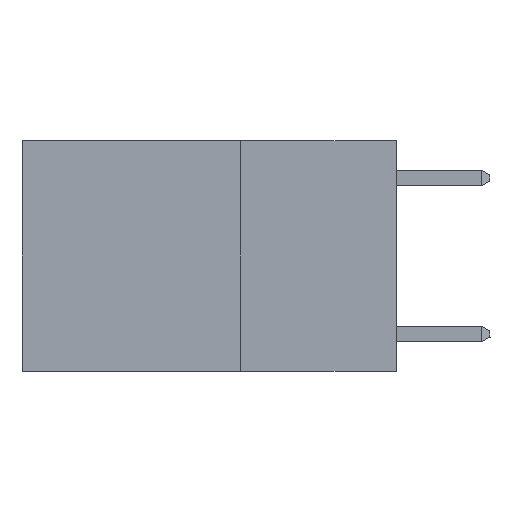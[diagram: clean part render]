
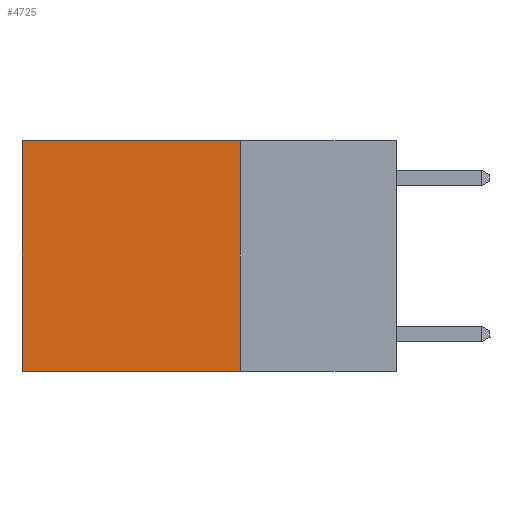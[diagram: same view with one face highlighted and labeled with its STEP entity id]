
A CAD part, left-side view. The second image highlights one B-rep face of the part: STEP entity #4725.
In plain terms, the highlighted planar face has unit normal (-1, 0, 0).
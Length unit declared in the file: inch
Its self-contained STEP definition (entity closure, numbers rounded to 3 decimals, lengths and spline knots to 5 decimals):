
#964 = PLANE ( 'NONE',  #14760 ) ;
#1122 = LINE ( 'NONE', #12565, #3179 ) ;
#1259 = VERTEX_POINT ( 'NONE', #5629 ) ;
#1892 = CARTESIAN_POINT ( 'NONE',  ( 0.2625, 0.25, 0. ) ) ;
#1963 = LINE ( 'NONE', #12148, #14006 ) ;
#2816 = DIRECTION ( 'NONE',  ( 0., 1., 0. ) ) ;
#3179 = VECTOR ( 'NONE', #16318, 39.37008 ) ;
#3248 = VERTEX_POINT ( 'NONE', #9216 ) ;
#3498 = FACE_OUTER_BOUND ( 'NONE', #14316, .T. ) ;
#4165 = DIRECTION ( 'NONE',  ( 0., 1., 0. ) ) ;
#4690 = VECTOR ( 'NONE', #4165, 39.37008 ) ;
#4725 = ADVANCED_FACE ( 'NONE', ( #3498 ), #964, .F. ) ;
#4757 = VECTOR ( 'NONE', #2816, 39.37008 ) ;
#5091 = ORIENTED_EDGE ( 'NONE', *, *, #16195, .F. ) ;
#5629 = CARTESIAN_POINT ( 'NONE',  ( 0.2625, 0.25, -0.37 ) ) ;
#5698 = ORIENTED_EDGE ( 'NONE', *, *, #8852, .F. ) ;
#6407 = VERTEX_POINT ( 'NONE', #6530 ) ;
#6530 = CARTESIAN_POINT ( 'NONE',  ( 0.2625, 0.6, 0. ) ) ;
#8095 = CARTESIAN_POINT ( 'NONE',  ( 0.2625, 0.25, 0. ) ) ;
#8852 = EDGE_CURVE ( 'NONE', #3248, #1259, #1122, .T. ) ;
#9169 = CARTESIAN_POINT ( 'NONE',  ( 0.2625, 0.25, -0.37 ) ) ;
#9216 = CARTESIAN_POINT ( 'NONE',  ( 0.2625, 0.25, 0. ) ) ;
#9945 = ORIENTED_EDGE ( 'NONE', *, *, #11581, .T. ) ;
#10212 = CARTESIAN_POINT ( 'NONE',  ( 0.2625, 0.6, -0.37 ) ) ;
#10806 = DIRECTION ( 'NONE',  ( 1., 0., 0. ) ) ;
#11581 = EDGE_CURVE ( 'NONE', #6407, #12312, #1963, .T. ) ;
#12148 = CARTESIAN_POINT ( 'NONE',  ( 0.2625, 0.6, 0. ) ) ;
#12312 = VERTEX_POINT ( 'NONE', #10212 ) ;
#12565 = CARTESIAN_POINT ( 'NONE',  ( 0.2625, 0.25, 0. ) ) ;
#13216 = LINE ( 'NONE', #8095, #4690 ) ;
#13680 = DIRECTION ( 'NONE',  ( 0., 0., -1. ) ) ;
#14006 = VECTOR ( 'NONE', #13680, 39.37008 ) ;
#14316 = EDGE_LOOP ( 'NONE', ( #9945, #5091, #5698, #16097 ) ) ;
#14760 = AXIS2_PLACEMENT_3D ( 'NONE', #1892, #10806, #15936 ) ;
#15703 = LINE ( 'NONE', #9169, #4757 ) ;
#15804 = EDGE_CURVE ( 'NONE', #3248, #6407, #13216, .T. ) ;
#15936 = DIRECTION ( 'NONE',  ( 0., 0., -1. ) ) ;
#16097 = ORIENTED_EDGE ( 'NONE', *, *, #15804, .T. ) ;
#16195 = EDGE_CURVE ( 'NONE', #1259, #12312, #15703, .T. ) ;
#16318 = DIRECTION ( 'NONE',  ( 0., 0., -1. ) ) ;
